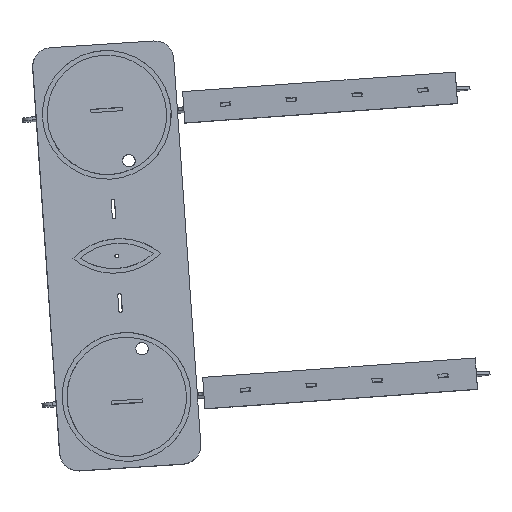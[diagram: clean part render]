
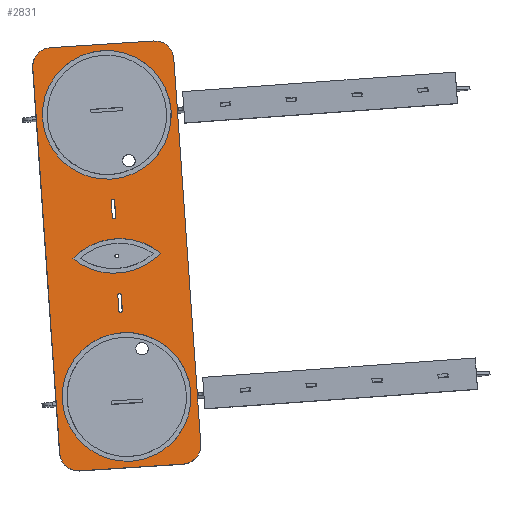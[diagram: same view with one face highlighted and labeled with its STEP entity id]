
A CAD part, left-side view. The second image highlights one B-rep face of the part: STEP entity #2831.
In plain terms, the highlighted face is planar.
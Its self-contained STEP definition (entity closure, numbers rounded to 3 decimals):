
#83=FACE_BOUND('',#441,.T.);
#84=FACE_BOUND('',#442,.T.);
#85=FACE_BOUND('',#443,.T.);
#86=FACE_BOUND('',#444,.T.);
#87=FACE_BOUND('',#445,.T.);
#171=PLANE('',#3092);
#278=FACE_OUTER_BOUND('',#440,.T.);
#440=EDGE_LOOP('',(#2301,#2302,#2303,#2304,#2305,#2306,#2307,#2308));
#441=EDGE_LOOP('',(#2309,#2310));
#442=EDGE_LOOP('',(#2311,#2312));
#443=EDGE_LOOP('',(#2313,#2314));
#444=EDGE_LOOP('',(#2315,#2316,#2317,#2318,#2319,#2320,#2321,#2322));
#445=EDGE_LOOP('',(#2323,#2324,#2325,#2326,#2327,#2328,#2329,#2330));
#708=LINE('',#4506,#986);
#711=LINE('',#4512,#989);
#712=LINE('',#4516,#990);
#713=LINE('',#4520,#991);
#714=LINE('',#4538,#992);
#715=LINE('',#4542,#993);
#716=LINE('',#4546,#994);
#717=LINE('',#4549,#995);
#718=LINE('',#4554,#996);
#719=LINE('',#4558,#997);
#720=LINE('',#4562,#998);
#721=LINE('',#4565,#999);
#986=VECTOR('',#3647,10.);
#989=VECTOR('',#3652,10.);
#990=VECTOR('',#3655,10.);
#991=VECTOR('',#3658,10.);
#992=VECTOR('',#3675,10.);
#993=VECTOR('',#3678,10.);
#994=VECTOR('',#3681,10.);
#995=VECTOR('',#3684,10.);
#996=VECTOR('',#3687,10.);
#997=VECTOR('',#3690,10.);
#998=VECTOR('',#3693,10.);
#999=VECTOR('',#3696,10.);
#1145=CIRCLE('',#3090,30.);
#1146=CIRCLE('',#3093,30.);
#1147=CIRCLE('',#3094,30.);
#1148=CIRCLE('',#3095,30.);
#1149=CIRCLE('',#3096,102.5);
#1150=CIRCLE('',#3097,102.5);
#1151=CIRCLE('',#3098,102.5);
#1152=CIRCLE('',#3099,102.5);
#1153=CIRCLE('',#3100,102.5);
#1154=CIRCLE('',#3101,102.5);
#1155=CIRCLE('',#3102,2.);
#1156=CIRCLE('',#3103,2.);
#1157=CIRCLE('',#3104,2.);
#1158=CIRCLE('',#3105,2.);
#1159=CIRCLE('',#3106,2.);
#1160=CIRCLE('',#3107,2.);
#1161=CIRCLE('',#3108,2.);
#1162=CIRCLE('',#3109,2.);
#1364=VERTEX_POINT('',#4499);
#1365=VERTEX_POINT('',#4501);
#1366=VERTEX_POINT('',#4505);
#1368=VERTEX_POINT('',#4511);
#1369=VERTEX_POINT('',#4513);
#1370=VERTEX_POINT('',#4515);
#1371=VERTEX_POINT('',#4517);
#1372=VERTEX_POINT('',#4519);
#1373=VERTEX_POINT('',#4522);
#1374=VERTEX_POINT('',#4523);
#1375=VERTEX_POINT('',#4526);
#1376=VERTEX_POINT('',#4527);
#1377=VERTEX_POINT('',#4530);
#1378=VERTEX_POINT('',#4531);
#1379=VERTEX_POINT('',#4534);
#1380=VERTEX_POINT('',#4535);
#1381=VERTEX_POINT('',#4537);
#1382=VERTEX_POINT('',#4539);
#1383=VERTEX_POINT('',#4541);
#1384=VERTEX_POINT('',#4543);
#1385=VERTEX_POINT('',#4545);
#1386=VERTEX_POINT('',#4547);
#1387=VERTEX_POINT('',#4550);
#1388=VERTEX_POINT('',#4551);
#1389=VERTEX_POINT('',#4553);
#1390=VERTEX_POINT('',#4555);
#1391=VERTEX_POINT('',#4557);
#1392=VERTEX_POINT('',#4559);
#1393=VERTEX_POINT('',#4561);
#1394=VERTEX_POINT('',#4563);
#1702=EDGE_CURVE('',#1364,#1365,#1145,.T.);
#1704=EDGE_CURVE('',#1366,#1365,#708,.T.);
#1707=EDGE_CURVE('',#1364,#1368,#711,.T.);
#1708=EDGE_CURVE('',#1369,#1368,#1146,.T.);
#1709=EDGE_CURVE('',#1369,#1370,#712,.T.);
#1710=EDGE_CURVE('',#1371,#1370,#1147,.T.);
#1711=EDGE_CURVE('',#1371,#1372,#713,.T.);
#1712=EDGE_CURVE('',#1366,#1372,#1148,.T.);
#1713=EDGE_CURVE('',#1373,#1374,#1149,.T.);
#1714=EDGE_CURVE('',#1374,#1373,#1150,.T.);
#1715=EDGE_CURVE('',#1375,#1376,#1151,.T.);
#1716=EDGE_CURVE('',#1376,#1375,#1152,.T.);
#1717=EDGE_CURVE('',#1377,#1378,#1153,.T.);
#1718=EDGE_CURVE('',#1378,#1377,#1154,.T.);
#1719=EDGE_CURVE('',#1379,#1380,#1155,.T.);
#1720=EDGE_CURVE('',#1380,#1381,#714,.T.);
#1721=EDGE_CURVE('',#1381,#1382,#1156,.T.);
#1722=EDGE_CURVE('',#1382,#1383,#715,.T.);
#1723=EDGE_CURVE('',#1383,#1384,#1157,.T.);
#1724=EDGE_CURVE('',#1384,#1385,#716,.T.);
#1725=EDGE_CURVE('',#1385,#1386,#1158,.T.);
#1726=EDGE_CURVE('',#1386,#1379,#717,.T.);
#1727=EDGE_CURVE('',#1387,#1388,#1159,.T.);
#1728=EDGE_CURVE('',#1388,#1389,#718,.T.);
#1729=EDGE_CURVE('',#1389,#1390,#1160,.T.);
#1730=EDGE_CURVE('',#1390,#1391,#719,.T.);
#1731=EDGE_CURVE('',#1391,#1392,#1161,.T.);
#1732=EDGE_CURVE('',#1392,#1393,#720,.T.);
#1733=EDGE_CURVE('',#1393,#1394,#1162,.T.);
#1734=EDGE_CURVE('',#1394,#1387,#721,.T.);
#2301=ORIENTED_EDGE('',*,*,#1702,.F.);
#2302=ORIENTED_EDGE('',*,*,#1707,.T.);
#2303=ORIENTED_EDGE('',*,*,#1708,.F.);
#2304=ORIENTED_EDGE('',*,*,#1709,.T.);
#2305=ORIENTED_EDGE('',*,*,#1710,.F.);
#2306=ORIENTED_EDGE('',*,*,#1711,.T.);
#2307=ORIENTED_EDGE('',*,*,#1712,.F.);
#2308=ORIENTED_EDGE('',*,*,#1704,.T.);
#2309=ORIENTED_EDGE('',*,*,#1713,.T.);
#2310=ORIENTED_EDGE('',*,*,#1714,.T.);
#2311=ORIENTED_EDGE('',*,*,#1715,.T.);
#2312=ORIENTED_EDGE('',*,*,#1716,.T.);
#2313=ORIENTED_EDGE('',*,*,#1717,.T.);
#2314=ORIENTED_EDGE('',*,*,#1718,.T.);
#2315=ORIENTED_EDGE('',*,*,#1719,.T.);
#2316=ORIENTED_EDGE('',*,*,#1720,.T.);
#2317=ORIENTED_EDGE('',*,*,#1721,.T.);
#2318=ORIENTED_EDGE('',*,*,#1722,.T.);
#2319=ORIENTED_EDGE('',*,*,#1723,.T.);
#2320=ORIENTED_EDGE('',*,*,#1724,.T.);
#2321=ORIENTED_EDGE('',*,*,#1725,.T.);
#2322=ORIENTED_EDGE('',*,*,#1726,.T.);
#2323=ORIENTED_EDGE('',*,*,#1727,.T.);
#2324=ORIENTED_EDGE('',*,*,#1728,.T.);
#2325=ORIENTED_EDGE('',*,*,#1729,.T.);
#2326=ORIENTED_EDGE('',*,*,#1730,.T.);
#2327=ORIENTED_EDGE('',*,*,#1731,.T.);
#2328=ORIENTED_EDGE('',*,*,#1732,.T.);
#2329=ORIENTED_EDGE('',*,*,#1733,.T.);
#2330=ORIENTED_EDGE('',*,*,#1734,.T.);
#2831=ADVANCED_FACE('',(#278,#83,#84,#85,#86,#87),#171,.F.);
#3090=AXIS2_PLACEMENT_3D('',#4502,#3642,#3643);
#3092=AXIS2_PLACEMENT_3D('',#4510,#3650,#3651);
#3093=AXIS2_PLACEMENT_3D('',#4514,#3653,#3654);
#3094=AXIS2_PLACEMENT_3D('',#4518,#3656,#3657);
#3095=AXIS2_PLACEMENT_3D('',#4521,#3659,#3660);
#3096=AXIS2_PLACEMENT_3D('',#4524,#3661,#3662);
#3097=AXIS2_PLACEMENT_3D('',#4525,#3663,#3664);
#3098=AXIS2_PLACEMENT_3D('',#4528,#3665,#3666);
#3099=AXIS2_PLACEMENT_3D('',#4529,#3667,#3668);
#3100=AXIS2_PLACEMENT_3D('',#4532,#3669,#3670);
#3101=AXIS2_PLACEMENT_3D('',#4533,#3671,#3672);
#3102=AXIS2_PLACEMENT_3D('',#4536,#3673,#3674);
#3103=AXIS2_PLACEMENT_3D('',#4540,#3676,#3677);
#3104=AXIS2_PLACEMENT_3D('',#4544,#3679,#3680);
#3105=AXIS2_PLACEMENT_3D('',#4548,#3682,#3683);
#3106=AXIS2_PLACEMENT_3D('',#4552,#3685,#3686);
#3107=AXIS2_PLACEMENT_3D('',#4556,#3688,#3689);
#3108=AXIS2_PLACEMENT_3D('',#4560,#3691,#3692);
#3109=AXIS2_PLACEMENT_3D('',#4564,#3694,#3695);
#3642=DIRECTION('center_axis',(0.,1.,0.));
#3643=DIRECTION('ref_axis',(0.707,0.,0.707));
#3647=DIRECTION('',(0.,0.,1.));
#3650=DIRECTION('center_axis',(0.,1.,0.));
#3651=DIRECTION('ref_axis',(0.,0.,1.));
#3652=DIRECTION('',(-1.,0.,0.));
#3653=DIRECTION('center_axis',(0.,1.,0.));
#3654=DIRECTION('ref_axis',(-0.707,0.,0.707));
#3655=DIRECTION('',(0.,0.,-1.));
#3656=DIRECTION('center_axis',(0.,1.,0.));
#3657=DIRECTION('ref_axis',(-0.707,0.,-0.707));
#3658=DIRECTION('',(1.,0.,0.));
#3659=DIRECTION('center_axis',(0.,1.,0.));
#3660=DIRECTION('ref_axis',(0.707,0.,-0.707));
#3661=DIRECTION('center_axis',(0.,1.,0.));
#3662=DIRECTION('ref_axis',(-1.,0.,0.));
#3663=DIRECTION('center_axis',(0.,1.,0.));
#3664=DIRECTION('ref_axis',(-1.,0.,0.));
#3665=DIRECTION('center_axis',(0.,1.,0.));
#3666=DIRECTION('ref_axis',(-1.,0.,0.));
#3667=DIRECTION('center_axis',(0.,1.,0.));
#3668=DIRECTION('ref_axis',(-1.,0.,0.));
#3669=DIRECTION('center_axis',(0.,1.,0.));
#3670=DIRECTION('ref_axis',(-1.,0.,0.));
#3671=DIRECTION('center_axis',(0.,1.,0.));
#3672=DIRECTION('ref_axis',(-1.,0.,0.));
#3673=DIRECTION('center_axis',(0.,1.,0.));
#3674=DIRECTION('ref_axis',(-1.,0.,0.));
#3675=DIRECTION('',(-1.,0.,0.));
#3676=DIRECTION('center_axis',(0.,1.,0.));
#3677=DIRECTION('ref_axis',(0.,0.,1.));
#3678=DIRECTION('',(0.,0.,1.));
#3679=DIRECTION('center_axis',(0.,1.,0.));
#3680=DIRECTION('ref_axis',(1.,0.,0.));
#3681=DIRECTION('',(1.,0.,0.));
#3682=DIRECTION('center_axis',(0.,1.,0.));
#3683=DIRECTION('ref_axis',(0.,0.,-1.));
#3684=DIRECTION('',(0.,0.,-1.));
#3685=DIRECTION('center_axis',(0.,1.,0.));
#3686=DIRECTION('ref_axis',(-1.,0.,0.));
#3687=DIRECTION('',(1.,0.,0.));
#3688=DIRECTION('center_axis',(0.,1.,0.));
#3689=DIRECTION('ref_axis',(0.,0.,1.));
#3690=DIRECTION('',(0.,0.,-1.));
#3691=DIRECTION('center_axis',(0.,1.,0.));
#3692=DIRECTION('ref_axis',(1.,0.,0.));
#3693=DIRECTION('',(-1.,0.,0.));
#3694=DIRECTION('center_axis',(0.,1.,0.));
#3695=DIRECTION('ref_axis',(0.,0.,-1.));
#3696=DIRECTION('',(0.,0.,1.));
#4499=CARTESIAN_POINT('',(82.5,0.,337.5));
#4501=CARTESIAN_POINT('',(112.5,0.,307.5));
#4502=CARTESIAN_POINT('Origin',(82.5,0.,307.5));
#4505=CARTESIAN_POINT('',(112.5,0.,-307.5));
#4506=CARTESIAN_POINT('',(112.5,0.,-337.5));
#4510=CARTESIAN_POINT('Origin',(0.,0.,0.));
#4511=CARTESIAN_POINT('',(-82.5,0.,337.5));
#4512=CARTESIAN_POINT('',(112.5,0.,337.5));
#4513=CARTESIAN_POINT('',(-112.5,0.,307.5));
#4514=CARTESIAN_POINT('Origin',(-82.5,0.,307.5));
#4515=CARTESIAN_POINT('',(-112.5,0.,-307.5));
#4516=CARTESIAN_POINT('',(-112.5,0.,337.5));
#4517=CARTESIAN_POINT('',(-82.5,0.,-337.5));
#4518=CARTESIAN_POINT('Origin',(-82.5,0.,-307.5));
#4519=CARTESIAN_POINT('',(82.5,0.,-337.5));
#4520=CARTESIAN_POINT('',(-112.5,0.,-337.5));
#4521=CARTESIAN_POINT('Origin',(82.5,0.,-307.5));
#4522=CARTESIAN_POINT('',(-102.5,0.,225.));
#4523=CARTESIAN_POINT('',(102.5,0.,225.));
#4524=CARTESIAN_POINT('Origin',(0.,0.,225.));
#4525=CARTESIAN_POINT('Origin',(0.,0.,225.));
#4526=CARTESIAN_POINT('',(69.866,0.,0.));
#4527=CARTESIAN_POINT('',(-69.866,0.,0.));
#4528=CARTESIAN_POINT('Origin',(0.,0.,75.));
#4529=CARTESIAN_POINT('Origin',(0.,0.,-75.));
#4530=CARTESIAN_POINT('',(-102.5,0.,-225.));
#4531=CARTESIAN_POINT('',(102.5,0.,-225.));
#4532=CARTESIAN_POINT('Origin',(0.,0.,-225.));
#4533=CARTESIAN_POINT('Origin',(0.,0.,-225.));
#4534=CARTESIAN_POINT('',(2.75,0.,-88.));
#4535=CARTESIAN_POINT('',(0.75,0.,-90.));
#4536=CARTESIAN_POINT('Origin',(0.75,0.,-88.));
#4537=CARTESIAN_POINT('',(-0.75,0.,-90.));
#4538=CARTESIAN_POINT('',(0.375,0.,-90.));
#4539=CARTESIAN_POINT('',(-2.75,0.,-88.));
#4540=CARTESIAN_POINT('Origin',(-0.75,0.,-88.));
#4541=CARTESIAN_POINT('',(-2.75,0.,-62.));
#4542=CARTESIAN_POINT('',(-2.75,0.,-44.));
#4543=CARTESIAN_POINT('',(-0.75,0.,-60.));
#4544=CARTESIAN_POINT('Origin',(-0.75,0.,-62.));
#4545=CARTESIAN_POINT('',(0.75,0.,-60.));
#4546=CARTESIAN_POINT('',(-0.375,0.,-60.));
#4547=CARTESIAN_POINT('',(2.75,0.,-62.));
#4548=CARTESIAN_POINT('Origin',(0.75,0.,-62.));
#4549=CARTESIAN_POINT('',(2.75,0.,-31.));
#4550=CARTESIAN_POINT('',(-2.75,0.,88.));
#4551=CARTESIAN_POINT('',(-0.75,0.,90.));
#4552=CARTESIAN_POINT('Origin',(-0.75,0.,88.));
#4553=CARTESIAN_POINT('',(0.75,0.,90.));
#4554=CARTESIAN_POINT('',(-0.375,0.,90.));
#4555=CARTESIAN_POINT('',(2.75,0.,88.));
#4556=CARTESIAN_POINT('Origin',(0.75,0.,88.));
#4557=CARTESIAN_POINT('',(2.75,0.,62.));
#4558=CARTESIAN_POINT('',(2.75,0.,44.));
#4559=CARTESIAN_POINT('',(0.75,0.,60.));
#4560=CARTESIAN_POINT('Origin',(0.75,0.,62.));
#4561=CARTESIAN_POINT('',(-0.75,0.,60.));
#4562=CARTESIAN_POINT('',(0.375,0.,60.));
#4563=CARTESIAN_POINT('',(-2.75,0.,62.));
#4564=CARTESIAN_POINT('Origin',(-0.75,0.,62.));
#4565=CARTESIAN_POINT('',(-2.75,0.,31.));
